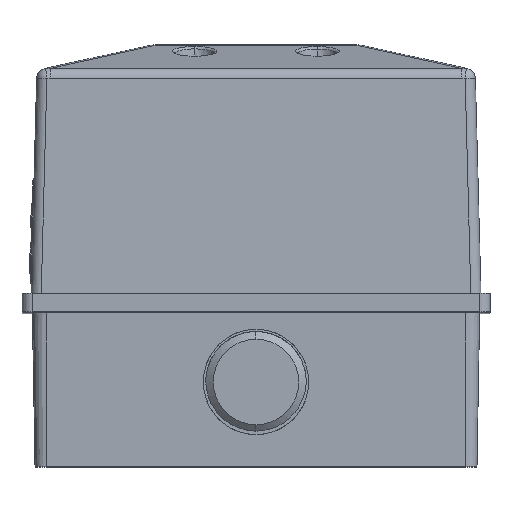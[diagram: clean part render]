
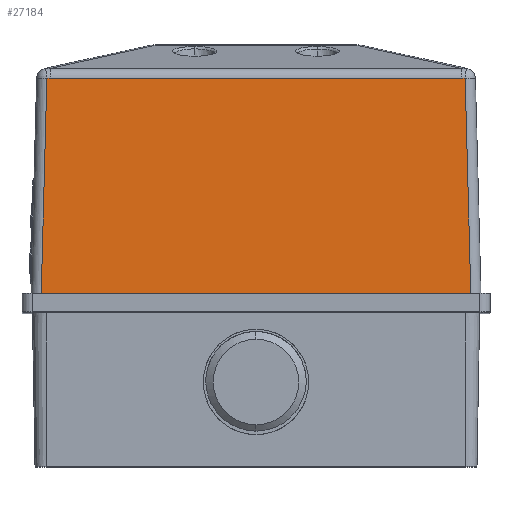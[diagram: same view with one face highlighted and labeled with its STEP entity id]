
A CAD part, top view. The second image highlights one B-rep face of the part: STEP entity #27184.
In plain terms, the highlighted planar face has unit normal (0, 0.026, 1).
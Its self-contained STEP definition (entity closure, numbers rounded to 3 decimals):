
#765 = CARTESIAN_POINT ( 'NONE',  ( -44., 42.438, 42.889 ) ) ;
#973 = EDGE_CURVE ( 'NONE', #5650, #29808, #8512, .T. ) ;
#1176 = EDGE_LOOP ( 'NONE', ( #11146, #19317, #14415, #10082, #30012, #16808 ) ) ;
#3572 = DIRECTION ( 'NONE',  ( -1., 0., 0. ) ) ;
#4768 = VERTEX_POINT ( 'NONE', #13773 ) ;
#5650 = VERTEX_POINT ( 'NONE', #20320 ) ;
#5818 = CARTESIAN_POINT ( 'NONE',  ( -44., 0., 44. ) ) ;
#5967 = DIRECTION ( 'NONE',  ( 0., 0.026, 1. ) ) ;
#6113 = CARTESIAN_POINT ( 'NONE',  ( 40.24, 42.438, 42.889 ) ) ;
#6717 = VERTEX_POINT ( 'NONE', #18673 ) ;
#7277 = EDGE_CURVE ( 'NONE', #6717, #11852, #9329, .T. ) ;
#8438 = CARTESIAN_POINT ( 'NONE',  ( 40.672, 42.426, 42.889 ) ) ;
#8512 =( BOUNDED_CURVE ( )  B_SPLINE_CURVE ( 3, ( #10873, #29768, #8529, #29911 ),
 .UNSPECIFIED., .F., .F. ) 
 B_SPLINE_CURVE_WITH_KNOTS ( ( 4, 4 ),
 ( 4.37, 4.523 ),
 .UNSPECIFIED. ) 
 CURVE ( )  GEOMETRIC_REPRESENTATION_ITEM ( )  RATIONAL_B_SPLINE_CURVE ( ( 1., 0.998, 0.998, 1. ) ) 
 REPRESENTATION_ITEM ( '' )  );
#8529 = CARTESIAN_POINT ( 'NONE',  ( -40.672, 42.426, 42.889 ) ) ;
#9329 =( BOUNDED_CURVE ( )  B_SPLINE_CURVE ( 3, ( #17582, #8438, #17884, #6113 ),
 .UNSPECIFIED., .F., .F. ) 
 B_SPLINE_CURVE_WITH_KNOTS ( ( 4, 4 ),
 ( 1.76, 1.914 ),
 .UNSPECIFIED. ) 
 CURVE ( )  GEOMETRIC_REPRESENTATION_ITEM ( )  RATIONAL_B_SPLINE_CURVE ( ( 1., 0.998, 0.998, 1. ) ) 
 REPRESENTATION_ITEM ( '' )  );
#9737 = DIRECTION ( 'NONE',  ( -0.026, 0.999, -0.026 ) ) ;
#10082 = ORIENTED_EDGE ( 'NONE', *, *, #973, .T. ) ;
#10232 = CARTESIAN_POINT ( 'NONE',  ( -42.002, -0.052, 44.001 ) ) ;
#10873 = CARTESIAN_POINT ( 'NONE',  ( -40.24, 42.438, 42.889 ) ) ;
#10932 = PLANE ( 'NONE',  #19708 ) ;
#11146 = ORIENTED_EDGE ( 'NONE', *, *, #16986, .T. ) ;
#11852 = VERTEX_POINT ( 'NONE', #12953 ) ;
#11945 = CARTESIAN_POINT ( 'NONE',  ( 42.016, -0.6, 44.016 ) ) ;
#12874 = VERTEX_POINT ( 'NONE', #11945 ) ;
#12953 = CARTESIAN_POINT ( 'NONE',  ( 40.24, 42.438, 42.889 ) ) ;
#13773 = CARTESIAN_POINT ( 'NONE',  ( -42.016, -0.6, 44.016 ) ) ;
#14074 = CARTESIAN_POINT ( 'NONE',  ( 41.942, 2.249, 43.941 ) ) ;
#14415 = ORIENTED_EDGE ( 'NONE', *, *, #24856, .T. ) ;
#14636 = EDGE_CURVE ( 'NONE', #12874, #4768, #15861, .T. ) ;
#15861 = LINE ( 'NONE', #25616, #23036 ) ;
#16808 = ORIENTED_EDGE ( 'NONE', *, *, #14636, .F. ) ;
#16986 = EDGE_CURVE ( 'NONE', #12874, #6717, #30654, .T. ) ;
#17582 = CARTESIAN_POINT ( 'NONE',  ( 40.89, 42.402, 42.89 ) ) ;
#17796 = LINE ( 'NONE', #10232, #19095 ) ;
#17884 = CARTESIAN_POINT ( 'NONE',  ( 40.455, 42.438, 42.889 ) ) ;
#18503 = DIRECTION ( 'NONE',  ( -1., 0., 0. ) ) ;
#18673 = CARTESIAN_POINT ( 'NONE',  ( 40.89, 42.402, 42.89 ) ) ;
#19095 = VECTOR ( 'NONE', #29277, 1000. ) ;
#19317 = ORIENTED_EDGE ( 'NONE', *, *, #7277, .T. ) ;
#19708 = AXIS2_PLACEMENT_3D ( 'NONE', #5818, #5967, #25021 ) ;
#20320 = CARTESIAN_POINT ( 'NONE',  ( -40.24, 42.438, 42.889 ) ) ;
#22198 = CARTESIAN_POINT ( 'NONE',  ( -40.89, 42.402, 42.89 ) ) ;
#22355 = LINE ( 'NONE', #765, #30357 ) ;
#23036 = VECTOR ( 'NONE', #18503, 1000. ) ;
#23521 = VECTOR ( 'NONE', #9737, 1000. ) ;
#24856 = EDGE_CURVE ( 'NONE', #11852, #5650, #22355, .T. ) ;
#25021 = DIRECTION ( 'NONE',  ( 0., -1., 0.026 ) ) ;
#25616 = CARTESIAN_POINT ( 'NONE',  ( -44., -0.6, 44.016 ) ) ;
#26169 = EDGE_CURVE ( 'NONE', #29808, #4768, #17796, .T. ) ;
#27184 = ADVANCED_FACE ( 'NONE', ( #29674 ), #10932, .T. ) ;
#29277 = DIRECTION ( 'NONE',  ( -0.026, -0.999, 0.026 ) ) ;
#29674 = FACE_OUTER_BOUND ( 'NONE', #1176, .T. ) ;
#29768 = CARTESIAN_POINT ( 'NONE',  ( -40.455, 42.438, 42.889 ) ) ;
#29808 = VERTEX_POINT ( 'NONE', #22198 ) ;
#29911 = CARTESIAN_POINT ( 'NONE',  ( -40.89, 42.402, 42.89 ) ) ;
#30012 = ORIENTED_EDGE ( 'NONE', *, *, #26169, .T. ) ;
#30357 = VECTOR ( 'NONE', #3572, 1000. ) ;
#30654 = LINE ( 'NONE', #14074, #23521 ) ;
